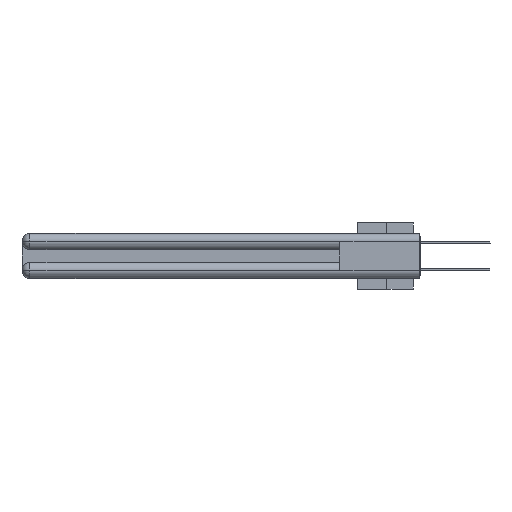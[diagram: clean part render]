
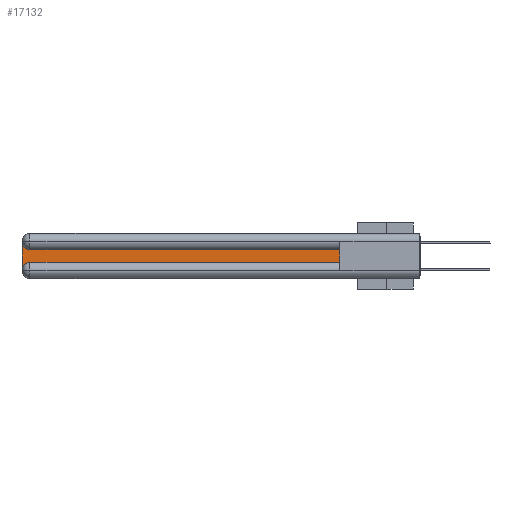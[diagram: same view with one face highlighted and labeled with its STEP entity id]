
A CAD part, left-side view. The second image highlights one B-rep face of the part: STEP entity #17132.
In plain terms, the highlighted planar face has unit normal (-1, 0, 0).
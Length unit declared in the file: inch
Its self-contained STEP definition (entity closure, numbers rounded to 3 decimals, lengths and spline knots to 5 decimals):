
#126 = DIRECTION ( 'NONE',  ( 0., 0., -1. ) ) ;
#939 = VECTOR ( 'NONE', #126, 39.37008 ) ;
#945 = CIRCLE ( 'NONE', #26760, 0.06 ) ;
#1047 = DIRECTION ( 'NONE',  ( 0., 0., 1. ) ) ;
#1260 = CARTESIAN_POINT ( 'NONE',  ( 0.075, 0.6, -0.2175 ) ) ;
#1504 = VECTOR ( 'NONE', #1047, 39.37008 ) ;
#1548 = VECTOR ( 'NONE', #16125, 39.37008 ) ;
#2194 = EDGE_CURVE ( 'NONE', #18323, #14438, #18526, .T. ) ;
#2345 = EDGE_CURVE ( 'NONE', #3105, #18323, #28111, .T. ) ;
#3093 = CARTESIAN_POINT ( 'NONE',  ( 0.075, 3., -0.2775 ) ) ;
#3105 = VERTEX_POINT ( 'NONE', #3093 ) ;
#3219 = EDGE_CURVE ( 'NONE', #6696, #3105, #7368, .T. ) ;
#3485 = ORIENTED_EDGE ( 'NONE', *, *, #9108, .T. ) ;
#4051 = DIRECTION ( 'NONE',  ( 1., 0., 0. ) ) ;
#4182 = VERTEX_POINT ( 'NONE', #29765 ) ;
#4741 = AXIS2_PLACEMENT_3D ( 'NONE', #8198, #6471, #13359 ) ;
#6023 = ORIENTED_EDGE ( 'NONE', *, *, #2345, .T. ) ;
#6471 = DIRECTION ( 'NONE',  ( 1., 0., 0. ) ) ;
#6696 = VERTEX_POINT ( 'NONE', #13963 ) ;
#7065 = CARTESIAN_POINT ( 'NONE',  ( 0.075, 3., -0.2175 ) ) ;
#7368 = LINE ( 'NONE', #7065, #939 ) ;
#8198 = CARTESIAN_POINT ( 'NONE',  ( 0.075, 3., -0.1225 ) ) ;
#9070 = DIRECTION ( 'NONE',  ( 0., 0., -1. ) ) ;
#9108 = EDGE_CURVE ( 'NONE', #14438, #4182, #14409, .T. ) ;
#11107 = CARTESIAN_POINT ( 'NONE',  ( 0.075, 2.94, -0.1225 ) ) ;
#11300 = DIRECTION ( 'NONE',  ( 1., 0., 0. ) ) ;
#11470 = CARTESIAN_POINT ( 'NONE',  ( 0.075, 2.94, -0.2775 ) ) ;
#13347 = LINE ( 'NONE', #13362, #1548 ) ;
#13359 = DIRECTION ( 'NONE',  ( 0., 0., -1. ) ) ;
#13362 = CARTESIAN_POINT ( 'NONE',  ( 0.075, 0.6, -0.1225 ) ) ;
#13621 = VERTEX_POINT ( 'NONE', #11107 ) ;
#13963 = CARTESIAN_POINT ( 'NONE',  ( 0.075, 3., -0.0625 ) ) ;
#14409 = LINE ( 'NONE', #1260, #1504 ) ;
#14438 = VERTEX_POINT ( 'NONE', #26598 ) ;
#16032 = DIRECTION ( 'NONE',  ( 0., 0., -1. ) ) ;
#16125 = DIRECTION ( 'NONE',  ( 0., 1., 0. ) ) ;
#16170 = CARTESIAN_POINT ( 'NONE',  ( 0.075, 2.94, -0.0625 ) ) ;
#16626 = VECTOR ( 'NONE', #24159, 39.37008 ) ;
#17132 = ADVANCED_FACE ( 'NONE', ( #19139 ), #20279, .F. ) ;
#18054 = CARTESIAN_POINT ( 'NONE',  ( 0.075, 2.94, -0.2175 ) ) ;
#18323 = VERTEX_POINT ( 'NONE', #18054 ) ;
#18400 = ORIENTED_EDGE ( 'NONE', *, *, #2194, .T. ) ;
#18483 = EDGE_CURVE ( 'NONE', #4182, #13621, #13347, .T. ) ;
#18526 = LINE ( 'NONE', #21704, #16626 ) ;
#19139 = FACE_OUTER_BOUND ( 'NONE', #23647, .T. ) ;
#19478 = AXIS2_PLACEMENT_3D ( 'NONE', #11470, #4051, #16032 ) ;
#20279 = PLANE ( 'NONE',  #4741 ) ;
#21704 = CARTESIAN_POINT ( 'NONE',  ( 0.075, 0.6, -0.2175 ) ) ;
#22555 = ORIENTED_EDGE ( 'NONE', *, *, #18483, .T. ) ;
#23647 = EDGE_LOOP ( 'NONE', ( #22555, #29065, #29504, #6023, #18400, #3485 ) ) ;
#24159 = DIRECTION ( 'NONE',  ( 0., -1., 0. ) ) ;
#24825 = EDGE_CURVE ( 'NONE', #13621, #6696, #945, .T. ) ;
#26598 = CARTESIAN_POINT ( 'NONE',  ( 0.075, 0.6, -0.2175 ) ) ;
#26760 = AXIS2_PLACEMENT_3D ( 'NONE', #16170, #11300, #9070 ) ;
#28111 = CIRCLE ( 'NONE', #19478, 0.06 ) ;
#29065 = ORIENTED_EDGE ( 'NONE', *, *, #24825, .T. ) ;
#29504 = ORIENTED_EDGE ( 'NONE', *, *, #3219, .T. ) ;
#29765 = CARTESIAN_POINT ( 'NONE',  ( 0.075, 0.6, -0.1225 ) ) ;
